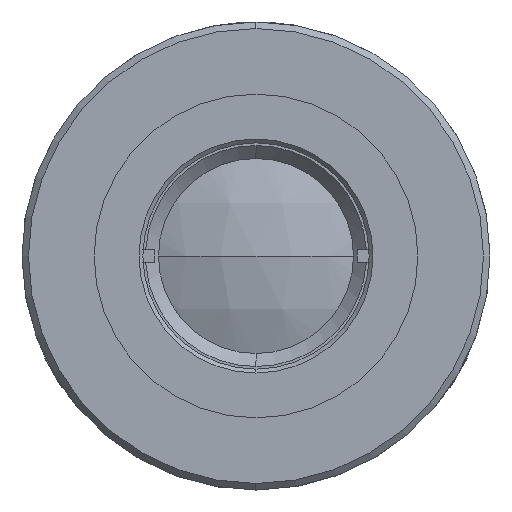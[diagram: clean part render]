
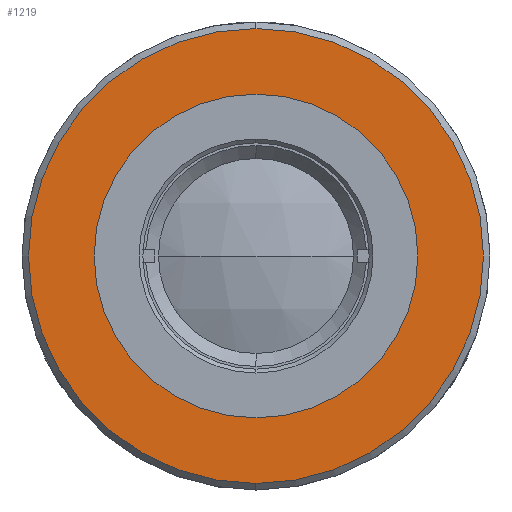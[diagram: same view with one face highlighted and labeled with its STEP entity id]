
A CAD part, left-side view. The second image highlights one B-rep face of the part: STEP entity #1219.
In plain terms, the highlighted planar face has unit normal (-1, 0, 0).
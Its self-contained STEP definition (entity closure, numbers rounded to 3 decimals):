
#4 = CARTESIAN_POINT ( 'NONE',  ( -5.003, 18., 0. ) ) ;
#346 = EDGE_CURVE ( 'NONE', #3928, #3110, #3531, .T. ) ;
#406 = AXIS2_PLACEMENT_3D ( 'NONE', #4, #679, #1489 ) ;
#413 = AXIS2_PLACEMENT_3D ( 'NONE', #825, #1517, #1492 ) ;
#464 = DIRECTION ( 'NONE',  ( -1., 0., 0. ) ) ;
#593 = EDGE_CURVE ( 'NONE', #990, #1762, #2204, .T. ) ;
#675 = EDGE_LOOP ( 'NONE', ( #4167, #817 ) ) ;
#679 = DIRECTION ( 'NONE',  ( 1., 0., 0. ) ) ;
#705 = FACE_OUTER_BOUND ( 'NONE', #3140, .T. ) ;
#817 = ORIENTED_EDGE ( 'NONE', *, *, #346, .F. ) ;
#825 = CARTESIAN_POINT ( 'NONE',  ( -5.003, 0., 0. ) ) ;
#990 = VERTEX_POINT ( 'NONE', #2572 ) ;
#1000 = CIRCLE ( 'NONE', #3344, 17.5 ) ;
#1160 = DIRECTION ( 'NONE',  ( 0., 0., -1. ) ) ;
#1219 = ADVANCED_FACE ( 'NONE', ( #705, #1855 ), #3345, .F. ) ;
#1489 = DIRECTION ( 'NONE',  ( 0., 0., -1. ) ) ;
#1492 = DIRECTION ( 'NONE',  ( 0., 0., 1. ) ) ;
#1517 = DIRECTION ( 'NONE',  ( -1., 0., 0. ) ) ;
#1624 = CARTESIAN_POINT ( 'NONE',  ( -5.003, 0., -17.5 ) ) ;
#1762 = VERTEX_POINT ( 'NONE', #1624 ) ;
#1855 = FACE_BOUND ( 'NONE', #675, .T. ) ;
#1868 = DIRECTION ( 'NONE',  ( -1., 0., 0. ) ) ;
#1994 = EDGE_CURVE ( 'NONE', #1762, #990, #1000, .T. ) ;
#2092 = DIRECTION ( 'NONE',  ( -1., 0., 0. ) ) ;
#2204 = CIRCLE ( 'NONE', #3768, 17.5 ) ;
#2343 = AXIS2_PLACEMENT_3D ( 'NONE', #3810, #464, #3449 ) ;
#2506 = ORIENTED_EDGE ( 'NONE', *, *, #1994, .T. ) ;
#2572 = CARTESIAN_POINT ( 'NONE',  ( -5.003, 0., 17.5 ) ) ;
#2830 = ORIENTED_EDGE ( 'NONE', *, *, #593, .T. ) ;
#2926 = CARTESIAN_POINT ( 'NONE',  ( -5.003, 0., 0. ) ) ;
#3110 = VERTEX_POINT ( 'NONE', #3727 ) ;
#3140 = EDGE_LOOP ( 'NONE', ( #2506, #2830 ) ) ;
#3202 = CIRCLE ( 'NONE', #2343, 12.45 ) ;
#3344 = AXIS2_PLACEMENT_3D ( 'NONE', #3725, #1868, #1160 ) ;
#3345 = PLANE ( 'NONE',  #406 ) ;
#3449 = DIRECTION ( 'NONE',  ( 0., 0., 1. ) ) ;
#3531 = CIRCLE ( 'NONE', #413, 12.45 ) ;
#3725 = CARTESIAN_POINT ( 'NONE',  ( -5.003, 0., 0. ) ) ;
#3727 = CARTESIAN_POINT ( 'NONE',  ( -5.003, 0., 12.45 ) ) ;
#3768 = AXIS2_PLACEMENT_3D ( 'NONE', #2926, #2092, #3955 ) ;
#3810 = CARTESIAN_POINT ( 'NONE',  ( -5.003, 0., 0. ) ) ;
#3928 = VERTEX_POINT ( 'NONE', #3978 ) ;
#3955 = DIRECTION ( 'NONE',  ( 0., 0., -1. ) ) ;
#3978 = CARTESIAN_POINT ( 'NONE',  ( -5.003, 0., -12.45 ) ) ;
#4167 = ORIENTED_EDGE ( 'NONE', *, *, #4508, .F. ) ;
#4508 = EDGE_CURVE ( 'NONE', #3110, #3928, #3202, .T. ) ;
